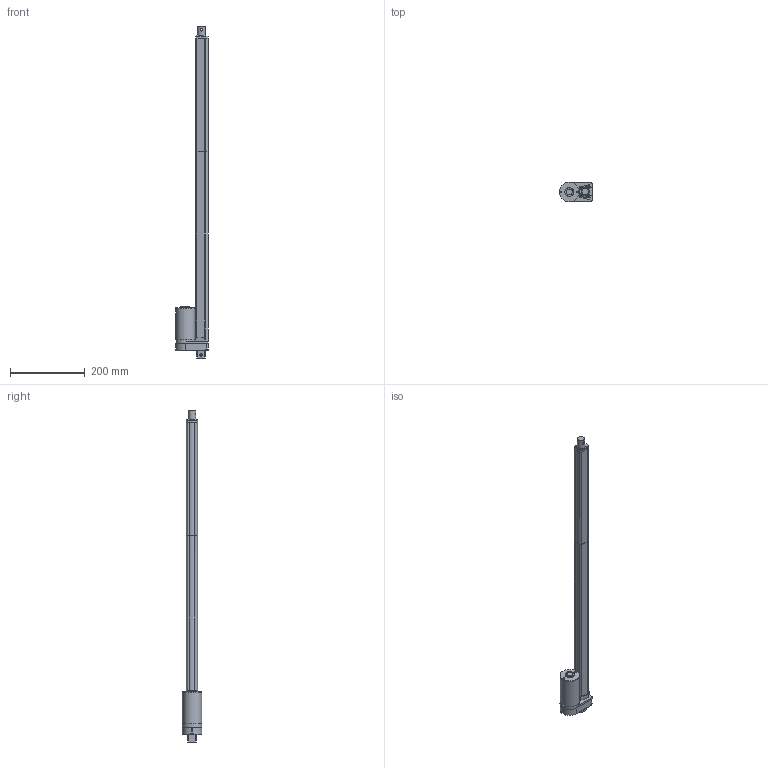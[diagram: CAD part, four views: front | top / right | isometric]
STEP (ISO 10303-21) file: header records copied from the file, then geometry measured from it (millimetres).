
FILE_DESCRIPTION(('FreeCAD Model'),'2;1');
FILE_NAME( 'FA-400-12-30-P.step' ,'2017-04-06T15:48:01',('Technical Support'),( 'Firgelli Automations Inc'),'Open CASCADE STEP processor 6.8', 'FreeCAD','Unknown');
FILE_SCHEMA(('AUTOMOTIVE_DESIGN_CC2 { 1 2 10303 214 -1 1 5 4 }'));
Length unit declared in the file: millimetre
Products named in the file (1): FA-400-12-30-P
Bounding box: 88.18 x 52.2 x 890.9 mm (x, y, z)
Volume: 1050718.2 mm3; surface area: 130850.3 mm2
Topology: 1 solids, 1 shells, 367 faces, 996 edges, 644 vertices
Faces by surface type: plane 187, cylinder 94, cone 41, torus 25, sphere 14, bspline 6
Full cylindrical faces by diameter (mm): 5 x2, 6 x2, 16 x1, 20 x1, 21 x1, 24 x1, 52 x2, 52.2 x1
Entity records: 37959 total; most frequent: CARTESIAN_POINT 19200, DIRECTION 3346, ORIENTED_EDGE 1980, PCURVE 1980, DEFINITIONAL_REPRESENTATION 1980, LINE 1529, VECTOR 1529, EDGE_CURVE 990
